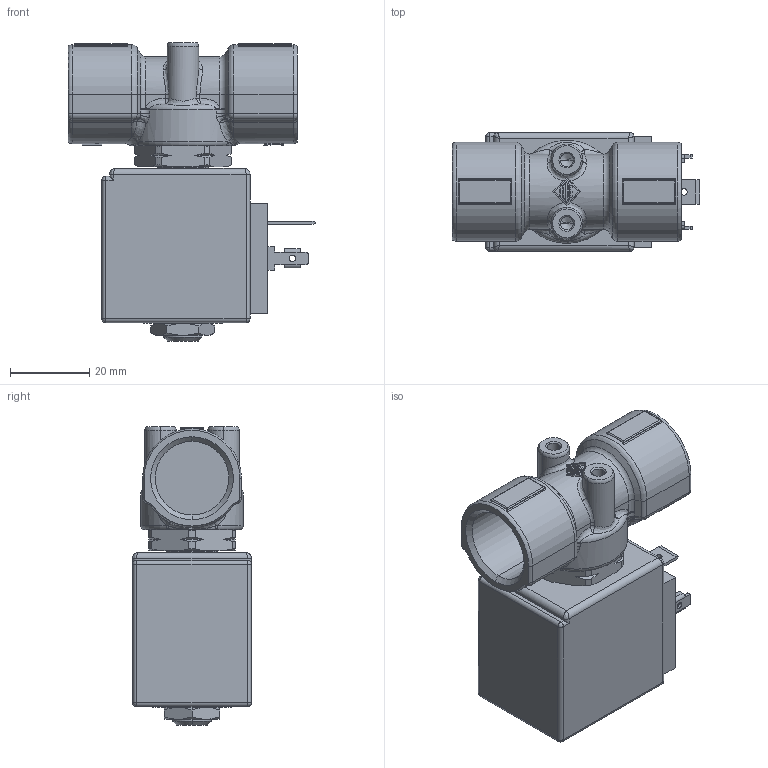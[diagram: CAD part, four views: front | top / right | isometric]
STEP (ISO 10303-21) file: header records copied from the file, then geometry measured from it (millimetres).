
FILE_DESCRIPTION((''),'2;1');
FILE_NAME('21A8ZV45D_BDA_INGOMBRO_ASM','2010-11-05T',('romeri'),('O.D.E.'),'PRO/ENGINEER BY PARAMETRIC TECHNOLOGY CORPORATION, 2005450','PRO/ENGINEER BY PARAMETRIC TECHNOLOGY CORPORATION, 2005450','');
FILE_SCHEMA(('CONFIG_CONTROL_DESIGN'));
Length unit declared in the file: millimetre
Products named in the file (6): 4500A8_45_INGOMBRO; 450573_INGOMBRO; BOBINA_8_W_INGOMBRO; 450145; 450146; 21A8ZV45D_BDA_INGOMBRO_ASM
Assembly tree (5 placements, depth 2):
  21A8ZV45D_BDA_INGOMBRO_ASM
    4500A8_45_INGOMBRO
    450573_INGOMBRO
    BOBINA_8_W_INGOMBRO
    450145
    450146
Bounding box: 62.65 x 30 x 75.5 mm (x, y, z)
Volume: 41053.6 mm3; surface area: 27216.3 mm2
Topology: 4 solids, 10 shells, 595 faces, 1400 edges, 845 vertices
Faces by surface type: plane 238, cylinder 163, cone 69, bspline 61, torus 42, sphere 22
Entity records: 24624 total; most frequent: CARTESIAN_POINT 6517, ORIENTED_EDGE 2782, DIRECTION 2571, EDGE_CURVE 1394, PRESENTATION_STYLE_ASSIGNMENT 1345, STYLED_ITEM 1279, CURVE_STYLE 1194, AXIS2_PLACEMENT_3D 998
